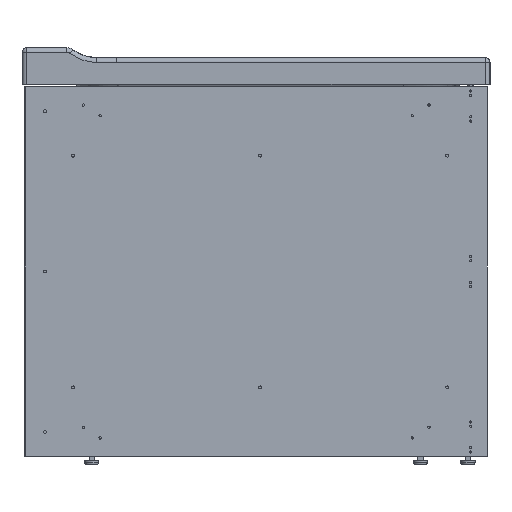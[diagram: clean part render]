
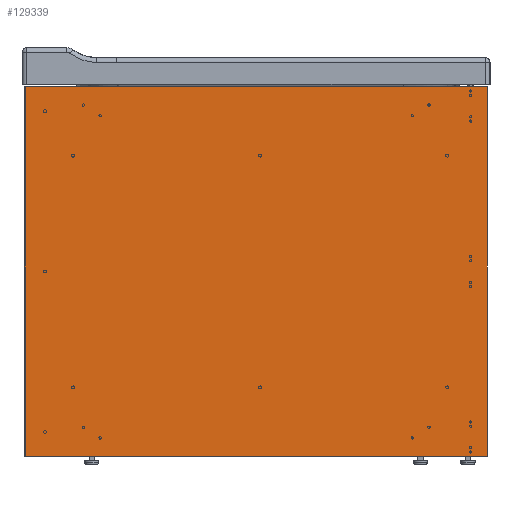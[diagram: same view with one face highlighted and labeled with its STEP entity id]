
A CAD part, front view. The second image highlights one B-rep face of the part: STEP entity #129339.
In plain terms, the highlighted face is planar.
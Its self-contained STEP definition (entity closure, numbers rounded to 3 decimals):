
#129300=CARTESIAN_POINT('',(-796.,346.0,555.0));
#129301=DIRECTION('',(1.0,0.0,0.0));
#129302=DIRECTION('',(0.0,0.0,-1.0));
#129303=AXIS2_PLACEMENT_3D('',#129300,#129301,#129302);
#129304=PLANE('',#129303);
#129305=CARTESIAN_POINT('',(-796.,345.2,554.2));
#129306=VERTEX_POINT('',#129305);
#129307=CARTESIAN_POINT('',(-796.,345.2,0.8));
#129308=VERTEX_POINT('',#129307);
#129309=CARTESIAN_POINT('',(-796.,345.2,554.2));
#129310=DIRECTION('',(0.0,0.0,-1.0));
#129311=VECTOR('',#129310,553.4);
#129312=LINE('',#129309,#129311);
#129313=EDGE_CURVE('',#129306,#129308,#129312,.T.);
#129314=ORIENTED_EDGE('',*,*,#129313,.T.);
#129315=CARTESIAN_POINT('',(-796.,-346.0,0.8));
#129316=VERTEX_POINT('',#129315);
#129317=CARTESIAN_POINT('',(-796.,345.2,0.8));
#129318=DIRECTION('',(0.0,-1.0,0.0));
#129319=VECTOR('',#129318,691.2);
#129320=LINE('',#129317,#129319);
#129321=EDGE_CURVE('',#129308,#129316,#129320,.T.);
#129322=ORIENTED_EDGE('',*,*,#129321,.T.);
#129323=CARTESIAN_POINT('',(-796.,-346.0,554.2));
#129324=VERTEX_POINT('',#129323);
#129325=CARTESIAN_POINT('',(-796.,-346.0,554.2));
#129326=DIRECTION('',(0.0,0.0,-1.0));
#129327=VECTOR('',#129326,553.4);
#129328=LINE('',#129325,#129327);
#129329=EDGE_CURVE('',#129324,#129316,#129328,.T.);
#129330=ORIENTED_EDGE('',*,*,#129329,.F.);
#129331=CARTESIAN_POINT('',(-796.,345.2,554.2));
#129332=DIRECTION('',(0.0,-1.0,0.0));
#129333=VECTOR('',#129332,691.2);
#129334=LINE('',#129331,#129333);
#129335=EDGE_CURVE('',#129324,#129306,#129334,.F.);
#129336=ORIENTED_EDGE('',*,*,#129335,.T.);
#129337=EDGE_LOOP('',(#129314,#129322,#129330,#129336));
#129338=FACE_OUTER_BOUND('',#129337,.T.);
#129339=ADVANCED_FACE('',(#129338),#129304,.F.);
